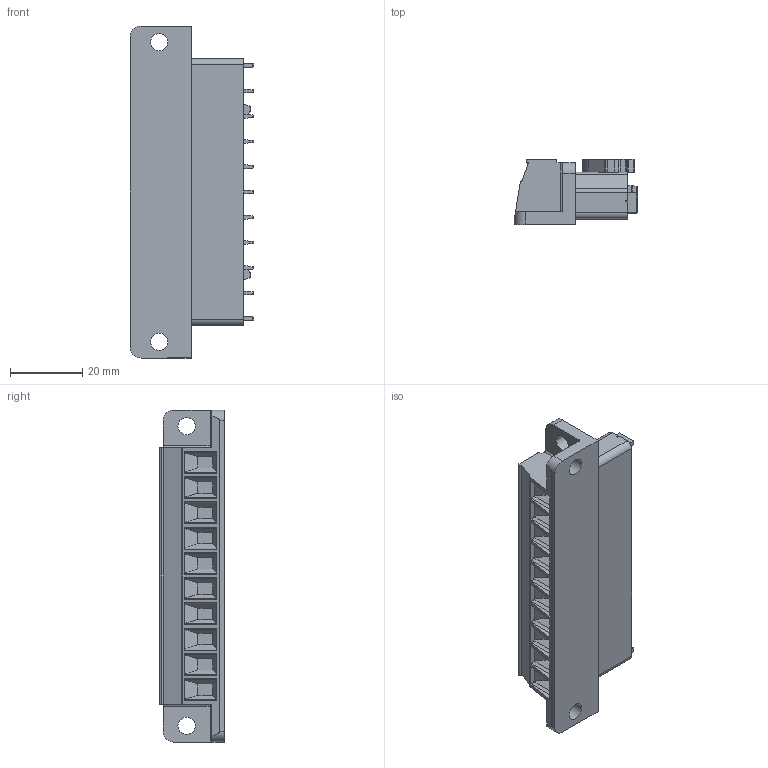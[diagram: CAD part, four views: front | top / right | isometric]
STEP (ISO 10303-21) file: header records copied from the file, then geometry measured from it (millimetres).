
FILE_DESCRIPTION(('SolidDesigner STEP Export'),'1');
FILE_NAME('hcc_4-m.stp','2000-10-13T13:54:10',(''),(''), 'SolidDesigner STEP processor Version: 7.0(Mar 1999)for AP214(CD)(Solid Model)', 'CoCreate SolidDesigner: 08.01 19-Jun-2000(C) CoCreate Software GmbH','');
FILE_SCHEMA(('AUTOMOTIVE_DESIGN_CC2 {1 2 10303 214 -1 1 5 1}'));
Length unit declared in the file: millimetre
Products named in the file (2): hcc_4-m
Assembly tree (1 placements, depth 2):
  hcc_4-m
    hcc_4-m
Bounding box: 34.2 x 18 x 92 mm (x, y, z)
Volume: 25936.9 mm3; surface area: 16985.8 mm2
Topology: 1 solids, 1 shells, 1006 faces, 2780 edges, 1849 vertices
Faces by surface type: plane 736, cylinder 270
Entity records: 38593 total; most frequent: ORIENTED_EDGE 5560, CARTESIAN_POINT 5340, DIRECTION 4859, EDGE_CURVE 2780, VECTOR 2071, LINE 2071, VERTEX_POINT 1849, AXIS2_PLACEMENT_3D 1394
